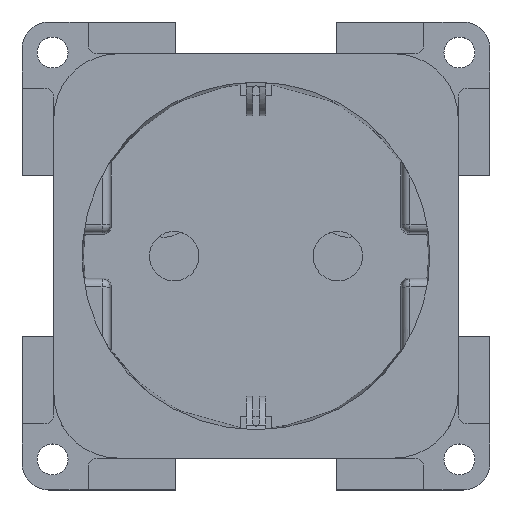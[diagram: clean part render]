
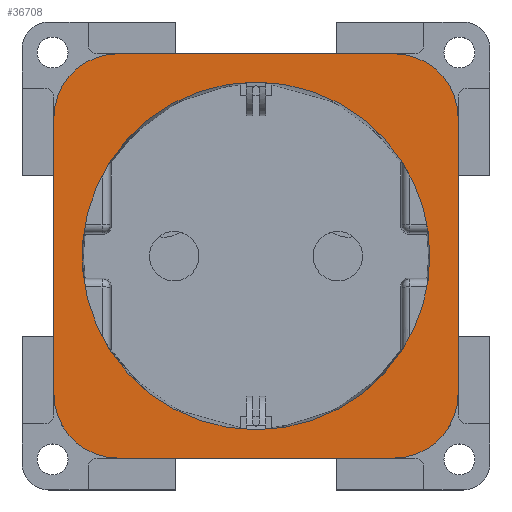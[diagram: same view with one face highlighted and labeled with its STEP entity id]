
A CAD part, top view. The second image highlights one B-rep face of the part: STEP entity #36708.
In plain terms, the highlighted planar face has unit normal (0, 0, 1).
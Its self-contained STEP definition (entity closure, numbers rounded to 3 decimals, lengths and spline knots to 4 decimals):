
#31 = CARTESIAN_POINT ( 'NONE',  ( 0., 0., 0.1575 ) ) ;
#488 = DIRECTION ( 'NONE',  ( -1., 0., 0. ) ) ;
#719 = VERTEX_POINT ( 'NONE', #27777 ) ;
#862 = CARTESIAN_POINT ( 'NONE',  ( 0.8996, 0.6142, 0.1575 ) ) ;
#863 = EDGE_CURVE ( 'NONE', #33478, #13780, #59836, .T. ) ;
#873 = CARTESIAN_POINT ( 'NONE',  ( 0.6496, 0.4201, 0.1575 ) ) ;
#876 = EDGE_CURVE ( 'NONE', #59119, #719, #35609, .T. ) ;
#2126 = VECTOR ( 'NONE', #8744, 39.3701 ) ;
#2561 = FACE_BOUND ( 'NONE', #44031, .T. ) ;
#3681 = CARTESIAN_POINT ( 'NONE',  ( -0.6142, 0.8996, 0.1575 ) ) ;
#3738 = ORIENTED_EDGE ( 'NONE', *, *, #863, .F. ) ;
#3847 = CARTESIAN_POINT ( 'NONE',  ( 0.6142, 0.8996, 0.1575 ) ) ;
#4217 = EDGE_CURVE ( 'NONE', #10776, #52305, #33226, .T. ) ;
#4961 = DIRECTION ( 'NONE',  ( -1., 0., 0. ) ) ;
#8065 = CARTESIAN_POINT ( 'NONE',  ( -0.6496, -0.4201, 0.1575 ) ) ;
#8744 = DIRECTION ( 'NONE',  ( 1., 0., 0. ) ) ;
#8989 = ORIENTED_EDGE ( 'NONE', *, *, #14565, .F. ) ;
#9089 = CARTESIAN_POINT ( 'NONE',  ( 0., 0., 0.1575 ) ) ;
#9767 = DIRECTION ( 'NONE',  ( 0., 0., 1. ) ) ;
#9901 = VERTEX_POINT ( 'NONE', #32224 ) ;
#10565 = LINE ( 'NONE', #21210, #60547 ) ;
#10776 = VERTEX_POINT ( 'NONE', #11399 ) ;
#11399 = CARTESIAN_POINT ( 'NONE',  ( 0.6142, -0.8996, 0.1575 ) ) ;
#13097 = DIRECTION ( 'NONE',  ( 0., 0., 1. ) ) ;
#13780 = VERTEX_POINT ( 'NONE', #58367 ) ;
#13884 = EDGE_CURVE ( 'NONE', #52305, #48692, #48793, .T. ) ;
#13959 = DIRECTION ( 'NONE',  ( 1., 0., 0. ) ) ;
#14266 = CIRCLE ( 'NONE', #24989, 0.2854 ) ;
#14565 = EDGE_CURVE ( 'NONE', #54656, #55402, #30555, .T. ) ;
#14620 = CARTESIAN_POINT ( 'NONE',  ( 0.6142, 0.6142, 0.1575 ) ) ;
#14918 = CARTESIAN_POINT ( 'NONE',  ( -0.6496, 0.4201, 0.1575 ) ) ;
#15134 = AXIS2_PLACEMENT_3D ( 'NONE', #53610, #24634, #58488 ) ;
#15793 = EDGE_LOOP ( 'NONE', ( #53761, #57255, #33218, #22684, #51453, #38692, #50128, #34083 ) ) ;
#16062 = AXIS2_PLACEMENT_3D ( 'NONE', #49970, #20938, #54850 ) ;
#18015 = VERTEX_POINT ( 'NONE', #14918 ) ;
#18496 = FACE_OUTER_BOUND ( 'NONE', #15793, .T. ) ;
#19172 = CARTESIAN_POINT ( 'NONE',  ( 0., 0., 0.1575 ) ) ;
#19453 = DIRECTION ( 'NONE',  ( 1., 0., 0. ) ) ;
#19883 = ORIENTED_EDGE ( 'NONE', *, *, #44443, .F. ) ;
#20938 = DIRECTION ( 'NONE',  ( 0., 0., 1. ) ) ;
#21210 = CARTESIAN_POINT ( 'NONE',  ( -0.8996, -0.8996, 0.1575 ) ) ;
#21318 = ORIENTED_EDGE ( 'NONE', *, *, #57107, .F. ) ;
#22023 = CARTESIAN_POINT ( 'NONE',  ( 0.6142, -0.6142, 0.1575 ) ) ;
#22555 = CARTESIAN_POINT ( 'NONE',  ( -0.8996, -0.6142, 0.1575 ) ) ;
#22684 = ORIENTED_EDGE ( 'NONE', *, *, #61666, .T. ) ;
#23005 = VECTOR ( 'NONE', #25575, 39.3701 ) ;
#24051 = DIRECTION ( 'NONE',  ( 1., 0., 0. ) ) ;
#24184 = CARTESIAN_POINT ( 'NONE',  ( 0., 0., 0.1575 ) ) ;
#24634 = DIRECTION ( 'NONE',  ( 0., 0., 1. ) ) ;
#24989 = AXIS2_PLACEMENT_3D ( 'NONE', #14620, #48490, #19453 ) ;
#25575 = DIRECTION ( 'NONE',  ( 0., 1., 0. ) ) ;
#26910 = DIRECTION ( 'NONE',  ( 1., 0., 0. ) ) ;
#27777 = CARTESIAN_POINT ( 'NONE',  ( -0.6142, -0.8996, 0.1575 ) ) ;
#29037 = CARTESIAN_POINT ( 'NONE',  ( 0.7736, 0., 0.1575 ) ) ;
#29046 = DIRECTION ( 'NONE',  ( 1., 0., 0. ) ) ;
#30555 = CIRCLE ( 'NONE', #16062, 0.7736 ) ;
#32224 = CARTESIAN_POINT ( 'NONE',  ( -0.8996, 0.6142, 0.1575 ) ) ;
#32809 = EDGE_CURVE ( 'NONE', #9901, #59119, #10565, .T. ) ;
#33218 = ORIENTED_EDGE ( 'NONE', *, *, #49466, .T. ) ;
#33226 = CIRCLE ( 'NONE', #44277, 0.2854 ) ;
#33346 = VERTEX_POINT ( 'NONE', #3681 ) ;
#33478 = VERTEX_POINT ( 'NONE', #8065 ) ;
#33965 = DIRECTION ( 'NONE',  ( 0., 0., 1. ) ) ;
#34083 = ORIENTED_EDGE ( 'NONE', *, *, #4217, .T. ) ;
#35316 = CIRCLE ( 'NONE', #60471, 0.7736 ) ;
#35609 = CIRCLE ( 'NONE', #35612, 0.2854 ) ;
#35612 = AXIS2_PLACEMENT_3D ( 'NONE', #38804, #9767, #43656 ) ;
#36708 = ADVANCED_FACE ( 'NONE', ( #2561, #18496 ), #42082, .T. ) ;
#37737 = CARTESIAN_POINT ( 'NONE',  ( 0.8996, -0.8996, 0.1575 ) ) ;
#38692 = ORIENTED_EDGE ( 'NONE', *, *, #876, .T. ) ;
#38762 = VECTOR ( 'NONE', #488, 39.3701 ) ;
#38804 = CARTESIAN_POINT ( 'NONE',  ( -0.6142, -0.6142, 0.1575 ) ) ;
#39318 = LINE ( 'NONE', #37737, #2126 ) ;
#41268 = AXIS2_PLACEMENT_3D ( 'NONE', #61337, #13097, #46983 ) ;
#42072 = AXIS2_PLACEMENT_3D ( 'NONE', #24184, #58032, #29046 ) ;
#42082 = PLANE ( 'NONE',  #41268 ) ;
#42969 = DIRECTION ( 'NONE',  ( 0., 0., 1. ) ) ;
#43656 = DIRECTION ( 'NONE',  ( 1., 0., 0. ) ) ;
#43968 = EDGE_CURVE ( 'NONE', #719, #10776, #39318, .T. ) ;
#44031 = EDGE_LOOP ( 'NONE', ( #21318, #8989, #46297, #3738, #19883 ) ) ;
#44277 = AXIS2_PLACEMENT_3D ( 'NONE', #22023, #55893, #26910 ) ;
#44443 = EDGE_CURVE ( 'NONE', #18015, #33478, #55949, .T. ) ;
#44529 = EDGE_CURVE ( 'NONE', #48692, #46084, #14266, .T. ) ;
#46084 = VERTEX_POINT ( 'NONE', #3847 ) ;
#46297 = ORIENTED_EDGE ( 'NONE', *, *, #57184, .F. ) ;
#46983 = DIRECTION ( 'NONE',  ( 1., 0., 0. ) ) ;
#47492 = AXIS2_PLACEMENT_3D ( 'NONE', #19172, #53048, #24051 ) ;
#48270 = CARTESIAN_POINT ( 'NONE',  ( 0.8996, -0.6142, 0.1575 ) ) ;
#48490 = DIRECTION ( 'NONE',  ( 0., 0., 1. ) ) ;
#48692 = VERTEX_POINT ( 'NONE', #862 ) ;
#48793 = LINE ( 'NONE', #54568, #23005 ) ;
#49466 = EDGE_CURVE ( 'NONE', #46084, #33346, #51638, .T. ) ;
#49895 = CARTESIAN_POINT ( 'NONE',  ( 0.8996, 0.8996, 0.1575 ) ) ;
#49970 = CARTESIAN_POINT ( 'NONE',  ( 0., 0., 0.1575 ) ) ;
#50128 = ORIENTED_EDGE ( 'NONE', *, *, #43968, .T. ) ;
#51215 = CIRCLE ( 'NONE', #47492, 0.7736 ) ;
#51453 = ORIENTED_EDGE ( 'NONE', *, *, #32809, .T. ) ;
#51638 = LINE ( 'NONE', #49895, #38762 ) ;
#52305 = VERTEX_POINT ( 'NONE', #48270 ) ;
#53048 = DIRECTION ( 'NONE',  ( 0., 0., 1. ) ) ;
#53610 = CARTESIAN_POINT ( 'NONE',  ( -0.6142, 0.6142, 0.1575 ) ) ;
#53761 = ORIENTED_EDGE ( 'NONE', *, *, #13884, .T. ) ;
#54568 = CARTESIAN_POINT ( 'NONE',  ( 0.8996, -0.8996, 0.1575 ) ) ;
#54656 = VERTEX_POINT ( 'NONE', #29037 ) ;
#54850 = DIRECTION ( 'NONE',  ( -1., 0., 0. ) ) ;
#55402 = VERTEX_POINT ( 'NONE', #873 ) ;
#55613 = CIRCLE ( 'NONE', #15134, 0.2854 ) ;
#55893 = DIRECTION ( 'NONE',  ( 0., 0., 1. ) ) ;
#55949 = CIRCLE ( 'NONE', #58635, 0.7736 ) ;
#57107 = EDGE_CURVE ( 'NONE', #55402, #18015, #51215, .T. ) ;
#57184 = EDGE_CURVE ( 'NONE', #13780, #54656, #35316, .T. ) ;
#57255 = ORIENTED_EDGE ( 'NONE', *, *, #44529, .T. ) ;
#58032 = DIRECTION ( 'NONE',  ( 0., 0., 1. ) ) ;
#58367 = CARTESIAN_POINT ( 'NONE',  ( 0.6496, -0.4201, 0.1575 ) ) ;
#58488 = DIRECTION ( 'NONE',  ( 1., 0., 0. ) ) ;
#58635 = AXIS2_PLACEMENT_3D ( 'NONE', #9089, #42969, #13959 ) ;
#59119 = VERTEX_POINT ( 'NONE', #22555 ) ;
#59836 = CIRCLE ( 'NONE', #42072, 0.7736 ) ;
#59975 = DIRECTION ( 'NONE',  ( 0., -1., 0. ) ) ;
#60471 = AXIS2_PLACEMENT_3D ( 'NONE', #31, #33965, #4961 ) ;
#60547 = VECTOR ( 'NONE', #59975, 39.3701 ) ;
#61337 = CARTESIAN_POINT ( 'NONE',  ( 0., 0., 0.1575 ) ) ;
#61666 = EDGE_CURVE ( 'NONE', #33346, #9901, #55613, .T. ) ;
